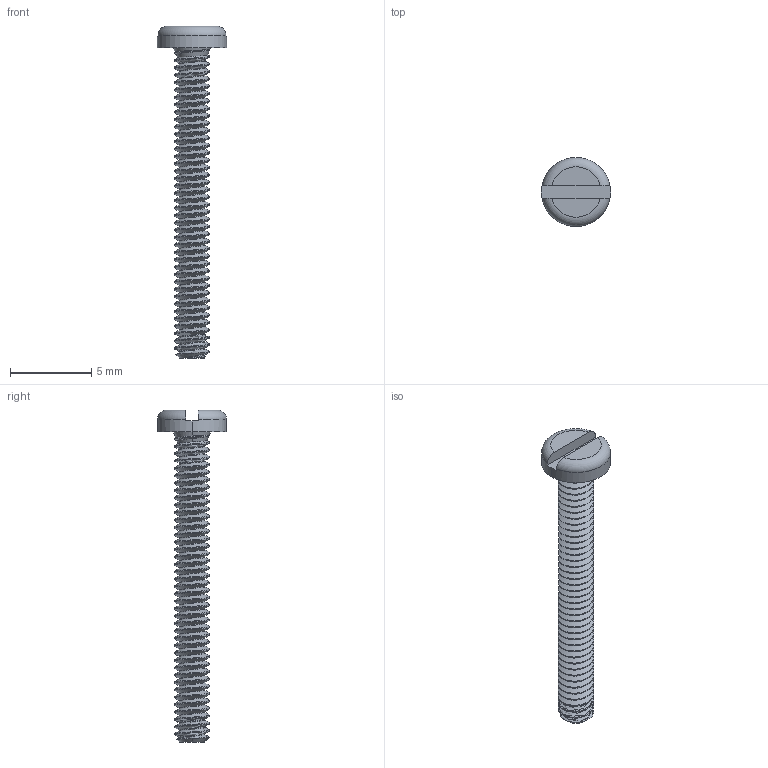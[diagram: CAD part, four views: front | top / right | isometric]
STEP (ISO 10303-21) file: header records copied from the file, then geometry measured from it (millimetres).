
FILE_DESCRIPTION (( 'STEP AP203' ), '1' );
FILE_NAME ('93135A084_Off-White Nylon Pan Head Screws.STEP', '2025-04-28T18:28:05', ( 'Administrator' ), ( 'Managed by Terraform' ), 'SwSTEP 2.0', 'SolidWorks 2017', '' );
FILE_SCHEMA (( 'CONFIG_CONTROL_DESIGN' ));
Length unit declared in the file: inch
Products named in the file (1): 93135A084_Off-White Nylon Pan Head Screws
Bounding box: 4.24 x 4.24 x 20.4 mm (x, y, z)
Volume: 70.2 mm3; surface area: 241.5 mm2
Topology: 1 solids, 1 shells, 103 faces, 300 edges, 200 vertices
Faces by surface type: cylinder 85, plane 7, cone 6, bspline 3, torus 2
Entity records: 8432 total; most frequent: CARTESIAN_POINT 6159, ORIENTED_EDGE 600, DIRECTION 332, EDGE_CURVE 300, VERTEX_POINT 200, AXIS2_PLACEMENT_3D 117, EDGE_LOOP 104, FACE_OUTER_BOUND 103
